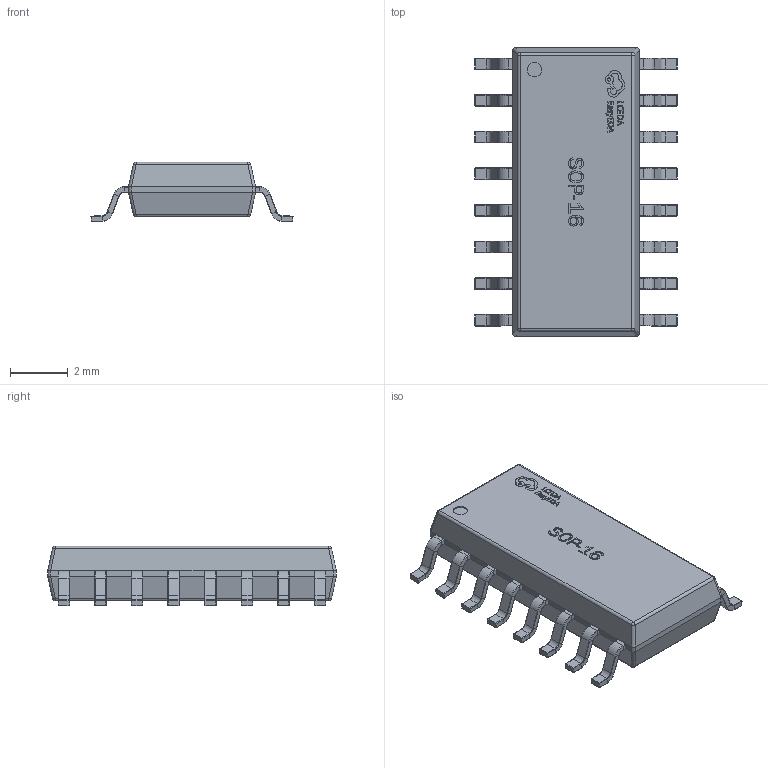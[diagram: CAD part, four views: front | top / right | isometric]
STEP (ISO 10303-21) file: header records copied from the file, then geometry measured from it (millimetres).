
FILE_DESCRIPTION (( 'STEP AP214' ), '1' );
FILE_NAME ('SOP-16_L10.0-W4.4-H1.9-LS6.3-P1.27.step', '2022-07-26T10:02:07', ( '' ), ( '' ), 'SwSTEP 2.0', 'SolidWorks 2020', '' );
FILE_SCHEMA (( 'AUTOMOTIVE_DESIGN' ));
Length unit declared in the file: millimetre
Products named in the file (1): SOP-16_L10.0-W4.4-H1.9-LS6.3-P1.27
Bounding box: 7.01 x 10 x 2.07 mm (x, y, z)
Volume: 81.6 mm3; surface area: 169.8 mm2
Topology: 30 solids, 30 shells, 1277 faces, 2904 edges, 1672 vertices
Faces by surface type: plane 518, cylinder 358, bspline 185, torus 128, sphere 88
Entity records: 51863 total; most frequent: CARTESIAN_POINT 10879, ORIENTED_EDGE 5680, DIRECTION 5472, EDGE_CURVE 2840, AXIS2_PLACEMENT_3D 1937, VERTEX_POINT 1640, LINE 1598, VECTOR 1598
